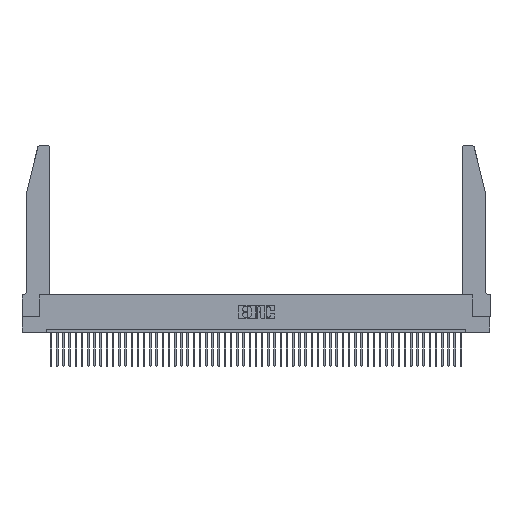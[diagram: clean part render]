
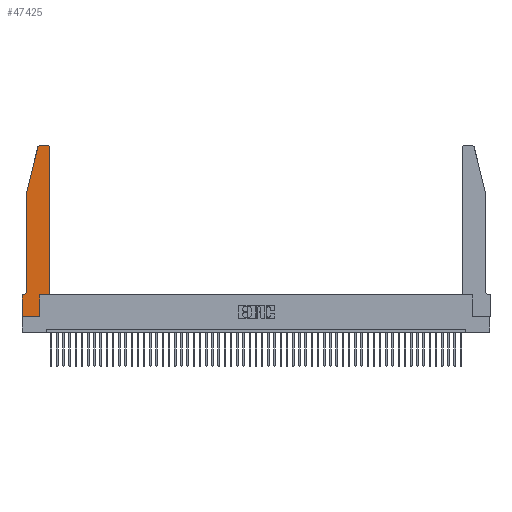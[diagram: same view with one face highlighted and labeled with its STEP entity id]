
A CAD part, top view. The second image highlights one B-rep face of the part: STEP entity #47425.
In plain terms, the highlighted planar face has unit normal (0, 0, 1).
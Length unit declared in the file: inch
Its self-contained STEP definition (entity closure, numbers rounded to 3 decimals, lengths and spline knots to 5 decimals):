
#14 = CARTESIAN_POINT ( 'NONE',  ( 0.4205, 2.75, 0.37 ) ) ;
#98 = AXIS2_PLACEMENT_3D ( 'NONE', #6110, #1523, #21999 ) ;
#1523 = DIRECTION ( 'NONE',  ( 0., 0., -1. ) ) ;
#2098 = ORIENTED_EDGE ( 'NONE', *, *, #16738, .T. ) ;
#2490 = DIRECTION ( 'NONE',  ( 0., 1., 0. ) ) ;
#2574 = ORIENTED_EDGE ( 'NONE', *, *, #49644, .T. ) ;
#2629 = CARTESIAN_POINT ( 'NONE',  ( 0., 0., 0.37 ) ) ;
#3108 = VECTOR ( 'NONE', #43313, 39.37008 ) ;
#3600 = AXIS2_PLACEMENT_3D ( 'NONE', #11006, #7657, #36142 ) ;
#3756 = EDGE_CURVE ( 'NONE', #35622, #35151, #20472, .T. ) ;
#4560 = ORIENTED_EDGE ( 'NONE', *, *, #9787, .T. ) ;
#4634 = CARTESIAN_POINT ( 'NONE',  ( 0.4505, 2.72, 0.37 ) ) ;
#5082 = VERTEX_POINT ( 'NONE', #22515 ) ;
#6110 = CARTESIAN_POINT ( 'NONE',  ( 0.0055, 0.42, 0.37 ) ) ;
#6289 = PLANE ( 'NONE',  #43952 ) ;
#7657 = DIRECTION ( 'NONE',  ( 0., 0., 1. ) ) ;
#8270 = CARTESIAN_POINT ( 'NONE',  ( 0., 0., 0.37 ) ) ;
#8435 = VERTEX_POINT ( 'NONE', #4634 ) ;
#8541 = ORIENTED_EDGE ( 'NONE', *, *, #39675, .T. ) ;
#9185 = VECTOR ( 'NONE', #18988, 39.37008 ) ;
#9406 = ORIENTED_EDGE ( 'NONE', *, *, #45567, .T. ) ;
#9586 = ORIENTED_EDGE ( 'NONE', *, *, #34327, .T. ) ;
#9787 = EDGE_CURVE ( 'NONE', #22314, #12665, #34429, .T. ) ;
#9983 = VERTEX_POINT ( 'NONE', #8270 ) ;
#10688 = DIRECTION ( 'NONE',  ( 0., 0., 1. ) ) ;
#10785 = VERTEX_POINT ( 'NONE', #26238 ) ;
#11006 = CARTESIAN_POINT ( 'NONE',  ( 0.284, 2.72, 0.37 ) ) ;
#12665 = VERTEX_POINT ( 'NONE', #23162 ) ;
#13357 = LINE ( 'NONE', #22741, #18408 ) ;
#14291 = EDGE_LOOP ( 'NONE', ( #43967, #16782, #2574, #2098, #35556, #4560, #9406, #44683, #19729, #9586, #8541, #24303 ) ) ;
#14317 = DIRECTION ( 'NONE',  ( 1., 0., 0. ) ) ;
#14809 = DIRECTION ( 'NONE',  ( 0., -1., 0. ) ) ;
#15058 = DIRECTION ( 'NONE',  ( 0., 0., 1. ) ) ;
#15541 = FACE_OUTER_BOUND ( 'NONE', #14291, .T. ) ;
#16370 = DIRECTION ( 'NONE',  ( -0.239, -0.971, 0. ) ) ;
#16738 = EDGE_CURVE ( 'NONE', #25910, #5082, #49091, .T. ) ;
#16782 = ORIENTED_EDGE ( 'NONE', *, *, #3756, .T. ) ;
#17488 = VERTEX_POINT ( 'NONE', #36024 ) ;
#18408 = VECTOR ( 'NONE', #14317, 39.37008 ) ;
#18988 = DIRECTION ( 'NONE',  ( 1., 0., 0. ) ) ;
#19134 = LINE ( 'NONE', #50290, #43558 ) ;
#19461 = LINE ( 'NONE', #2629, #27067 ) ;
#19729 = ORIENTED_EDGE ( 'NONE', *, *, #41480, .T. ) ;
#20472 = CIRCLE ( 'NONE', #3600, 0.03 ) ;
#21513 = VECTOR ( 'NONE', #37568, 39.37008 ) ;
#21593 = CARTESIAN_POINT ( 'NONE',  ( 0.2605, 2.75, 0.37 ) ) ;
#21999 = DIRECTION ( 'NONE',  ( -1., 0., 0. ) ) ;
#22200 = CARTESIAN_POINT ( 'NONE',  ( 0.0755, 2., 0.37 ) ) ;
#22314 = VERTEX_POINT ( 'NONE', #41623 ) ;
#22333 = CARTESIAN_POINT ( 'NONE',  ( 0.284, 2.75, 0.37 ) ) ;
#22515 = CARTESIAN_POINT ( 'NONE',  ( 0.0755, 0.42, 0.37 ) ) ;
#22741 = CARTESIAN_POINT ( 'NONE',  ( 0., 0., 0.37 ) ) ;
#23162 = CARTESIAN_POINT ( 'NONE',  ( 0., 0.35, 0.37 ) ) ;
#24030 = EDGE_CURVE ( 'NONE', #8435, #48225, #40227, .T. ) ;
#24303 = ORIENTED_EDGE ( 'NONE', *, *, #24030, .T. ) ;
#24461 = CARTESIAN_POINT ( 'NONE',  ( 0.25487, 2.72718, 0.37 ) ) ;
#25910 = VERTEX_POINT ( 'NONE', #22200 ) ;
#26238 = CARTESIAN_POINT ( 'NONE',  ( 0.2865, 0.35, 0.37 ) ) ;
#26435 = CARTESIAN_POINT ( 'NONE',  ( 0.0755, 2., 0.37 ) ) ;
#26989 = CARTESIAN_POINT ( 'NONE',  ( 0.4205, 2.72, 0.37 ) ) ;
#27067 = VECTOR ( 'NONE', #47487, 39.37008 ) ;
#27130 = CIRCLE ( 'NONE', #98, 0.07 ) ;
#28343 = EDGE_CURVE ( 'NONE', #5082, #22314, #27130, .T. ) ;
#31180 = AXIS2_PLACEMENT_3D ( 'NONE', #26989, #15058, #43065 ) ;
#32279 = VECTOR ( 'NONE', #16370, 39.37008 ) ;
#34281 = CARTESIAN_POINT ( 'NONE',  ( 0., 0.35, 0.37 ) ) ;
#34327 = EDGE_CURVE ( 'NONE', #10785, #17488, #39918, .T. ) ;
#34429 = LINE ( 'NONE', #51389, #35735 ) ;
#35015 = LINE ( 'NONE', #35084, #3108 ) ;
#35084 = CARTESIAN_POINT ( 'NONE',  ( 0.4505, 0.35, 0.37 ) ) ;
#35151 = VERTEX_POINT ( 'NONE', #24461 ) ;
#35455 = EDGE_CURVE ( 'NONE', #48225, #35622, #51731, .T. ) ;
#35556 = ORIENTED_EDGE ( 'NONE', *, *, #28343, .T. ) ;
#35622 = VERTEX_POINT ( 'NONE', #22333 ) ;
#35735 = VECTOR ( 'NONE', #51029, 39.37008 ) ;
#36024 = CARTESIAN_POINT ( 'NONE',  ( 0.4505, 0.35, 0.37 ) ) ;
#36142 = DIRECTION ( 'NONE',  ( 1., 0., 0. ) ) ;
#37568 = DIRECTION ( 'NONE',  ( -1., 0., 0. ) ) ;
#38499 = VECTOR ( 'NONE', #14809, 39.37008 ) ;
#39232 = DIRECTION ( 'NONE',  ( 1., 0., 0. ) ) ;
#39675 = EDGE_CURVE ( 'NONE', #17488, #8435, #35015, .T. ) ;
#39918 = LINE ( 'NONE', #42983, #9185 ) ;
#40227 = CIRCLE ( 'NONE', #31180, 0.03 ) ;
#41480 = EDGE_CURVE ( 'NONE', #49778, #10785, #19134, .T. ) ;
#41526 = CARTESIAN_POINT ( 'NONE',  ( 0.2865, 0., 0.37 ) ) ;
#41623 = CARTESIAN_POINT ( 'NONE',  ( 0.0055, 0.35, 0.37 ) ) ;
#42045 = EDGE_CURVE ( 'NONE', #9983, #49778, #13357, .T. ) ;
#42983 = CARTESIAN_POINT ( 'NONE',  ( 0.4505, 0.35, 0.37 ) ) ;
#43065 = DIRECTION ( 'NONE',  ( 1., 0., 0. ) ) ;
#43313 = DIRECTION ( 'NONE',  ( 0., 1., 0. ) ) ;
#43558 = VECTOR ( 'NONE', #2490, 39.37008 ) ;
#43952 = AXIS2_PLACEMENT_3D ( 'NONE', #34281, #10688, #39232 ) ;
#43967 = ORIENTED_EDGE ( 'NONE', *, *, #35455, .T. ) ;
#44338 = CARTESIAN_POINT ( 'NONE',  ( 0.0755, 2., 0.37 ) ) ;
#44683 = ORIENTED_EDGE ( 'NONE', *, *, #42045, .T. ) ;
#45567 = EDGE_CURVE ( 'NONE', #12665, #9983, #19461, .T. ) ;
#47319 = LINE ( 'NONE', #44338, #32279 ) ;
#47425 = ADVANCED_FACE ( 'NONE', ( #15541 ), #6289, .T. ) ;
#47487 = DIRECTION ( 'NONE',  ( 0., -1., 0. ) ) ;
#48225 = VERTEX_POINT ( 'NONE', #14 ) ;
#49091 = LINE ( 'NONE', #26435, #38499 ) ;
#49644 = EDGE_CURVE ( 'NONE', #35151, #25910, #47319, .T. ) ;
#49778 = VERTEX_POINT ( 'NONE', #41526 ) ;
#50290 = CARTESIAN_POINT ( 'NONE',  ( 0.2865, 0.35, 0.37 ) ) ;
#51029 = DIRECTION ( 'NONE',  ( -1., 0., 0. ) ) ;
#51389 = CARTESIAN_POINT ( 'NONE',  ( 0.0755, 0.35, 0.37 ) ) ;
#51731 = LINE ( 'NONE', #21593, #21513 ) ;
